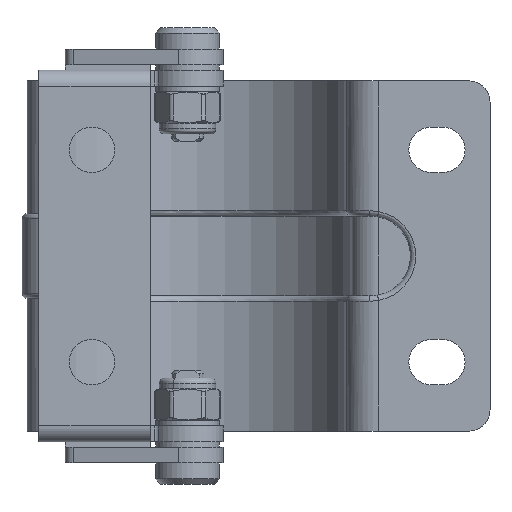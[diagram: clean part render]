
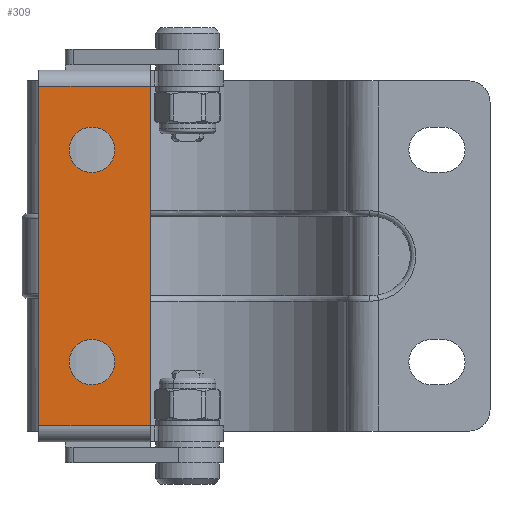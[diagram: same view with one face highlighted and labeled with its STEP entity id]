
A CAD part, front view. The second image highlights one B-rep face of the part: STEP entity #309.
In plain terms, the highlighted face is planar.
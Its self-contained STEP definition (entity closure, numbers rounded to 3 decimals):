
#309=ADVANCED_FACE('',(#2323,#2324,#2325),#2322,.F.);
#2322=PLANE('',#4108);
#2323=FACE_OUTER_BOUND('',#4109,.T.);
#2324=FACE_BOUND('',#4110,.T.);
#2325=FACE_BOUND('',#4111,.T.);
#4105=CARTESIAN_POINT('',(-15.05,-19.2,-3.5));
#4106=DIRECTION('',(0.,0.,1.));
#4107=DIRECTION('',(1.,0.,0.));
#4108=AXIS2_PLACEMENT_3D('',#4105,#4106,#4107);
#4109=EDGE_LOOP('',(#5218,#5219,#5220,#5221));
#4110=EDGE_LOOP('',(#5222,#5223));
#4111=EDGE_LOOP('',(#5224,#5225));
#5218=ORIENTED_EDGE('',*,*,#5840,.F.);
#5219=ORIENTED_EDGE('',*,*,#5847,.T.);
#5220=ORIENTED_EDGE('',*,*,#5848,.F.);
#5221=ORIENTED_EDGE('',*,*,#5849,.T.);
#5222=ORIENTED_EDGE('',*,*,#5850,.F.);
#5223=ORIENTED_EDGE('',*,*,#5851,.F.);
#5224=ORIENTED_EDGE('',*,*,#5852,.F.);
#5225=ORIENTED_EDGE('',*,*,#5853,.F.);
#5840=EDGE_CURVE('',#9262,#9269,#9270,.T.);
#5847=EDGE_CURVE('',#9262,#9316,#9317,.T.);
#5848=EDGE_CURVE('',#9323,#9316,#9324,.T.);
#5849=EDGE_CURVE('',#9323,#9269,#9330,.T.);
#5850=EDGE_CURVE('',#9336,#9337,#9338,.T.);
#5851=EDGE_CURVE('',#9337,#9336,#9344,.T.);
#5852=EDGE_CURVE('',#9350,#9351,#9352,.T.);
#5853=EDGE_CURVE('',#9351,#9350,#9358,.T.);
#9262=VERTEX_POINT('',#11809);
#9269=VERTEX_POINT('',#11814);
#9270=LINE('',#11815,#11816);
#9316=VERTEX_POINT('',#11841);
#9317=LINE('',#11842,#11843);
#9323=VERTEX_POINT('',#11845);
#9324=LINE('',#11846,#11847);
#9330=LINE('',#11849,#11850);
#9336=VERTEX_POINT('',#11852);
#9337=VERTEX_POINT('',#11853);
#9338=CIRCLE('',#11857,2.15);
#9344=CIRCLE('',#11861,2.15);
#9350=VERTEX_POINT('',#11862);
#9351=VERTEX_POINT('',#11863);
#9352=CIRCLE('',#11867,2.15);
#9358=CIRCLE('',#11871,2.15);
#11809=CARTESIAN_POINT('',(-14.,16.,-3.5));
#11814=CARTESIAN_POINT('',(-14.,-16.,-3.5));
#11815=CARTESIAN_POINT('',(-14.,16.,-3.5));
#11816=VECTOR('',#11817,32.);
#11817=DIRECTION('',(0.,-1.,0.));
#11841=CARTESIAN_POINT('',(-3.5,16.,-3.5));
#11842=CARTESIAN_POINT('',(-14.,16.,-3.5));
#11843=VECTOR('',#11844,10.5);
#11844=DIRECTION('',(1.,0.,0.));
#11845=CARTESIAN_POINT('',(-3.5,-16.,-3.5));
#11846=CARTESIAN_POINT('',(-3.5,-16.,-3.5));
#11847=VECTOR('',#11848,32.);
#11848=DIRECTION('',(0.,1.,0.));
#11849=CARTESIAN_POINT('',(-3.5,-16.,-3.5));
#11850=VECTOR('',#11851,10.5);
#11851=DIRECTION('',(-1.,0.,0.));
#11852=CARTESIAN_POINT('',(-11.15,-10.,-3.5));
#11853=CARTESIAN_POINT('',(-6.85,-10.,-3.5));
#11854=CARTESIAN_POINT('',(-9.,-10.,-3.5));
#11855=DIRECTION('',(0.,0.,-1.));
#11856=DIRECTION('',(1.,0.,0.));
#11857=AXIS2_PLACEMENT_3D('',#11854,#11855,#11856);
#11858=CARTESIAN_POINT('',(-9.,-10.,-3.5));
#11859=DIRECTION('',(0.,0.,-1.));
#11860=DIRECTION('',(1.,0.,0.));
#11861=AXIS2_PLACEMENT_3D('',#11858,#11859,#11860);
#11862=CARTESIAN_POINT('',(-11.15,10.,-3.5));
#11863=CARTESIAN_POINT('',(-6.85,10.,-3.5));
#11864=CARTESIAN_POINT('',(-9.,10.,-3.5));
#11865=DIRECTION('',(0.,0.,-1.));
#11866=DIRECTION('',(1.,0.,0.));
#11867=AXIS2_PLACEMENT_3D('',#11864,#11865,#11866);
#11868=CARTESIAN_POINT('',(-9.,10.,-3.5));
#11869=DIRECTION('',(0.,0.,-1.));
#11870=DIRECTION('',(1.,0.,0.));
#11871=AXIS2_PLACEMENT_3D('',#11868,#11869,#11870);
